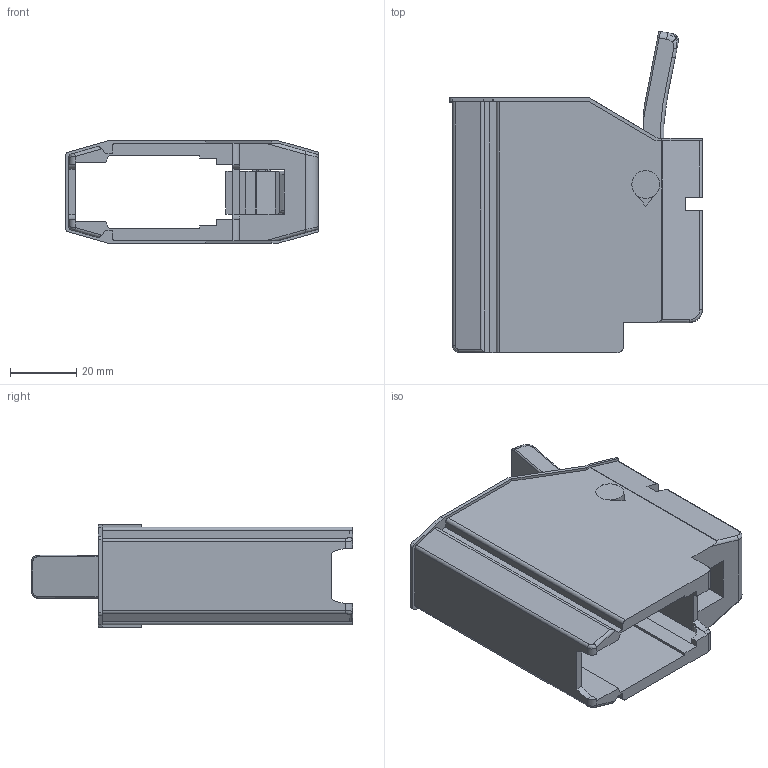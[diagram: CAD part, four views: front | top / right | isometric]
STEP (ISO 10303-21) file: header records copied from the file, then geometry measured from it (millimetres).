
FILE_DESCRIPTION(/* description */ (''),/* implementation_level */ '2;1');
FILE_NAME(/* name */ 'UltraAmpMag v3.step',/* time_stamp */ '2021-04-12T14:54:56-07:00',/* author */ (''),/* organization */ (''),/* preprocessor_version */ 'ST-DEVELOPER v18.1',/* originating_system */ 'Autodesk Translation Framework v9.10.0.1330',/* authorisation */ '');
FILE_SCHEMA (('AUTOMOTIVE_DESIGN { 1 0 10303 214 3 1 1 }'));
Length unit declared in the file: millimetre
Products named in the file (4): UltraAmpMag; MagRelease; Magwell; Nub
Assembly tree (4 placements, depth 2):
  UltraAmpMag
    MagRelease
    Nub  x2
    Magwell
Bounding box: 76.4 x 97.15 x 31.1 mm (x, y, z)
Volume: 65905.1 mm3; surface area: 33788.9 mm2
Topology: 4 solids, 4 shells, 207 faces, 573 edges, 374 vertices
Faces by surface type: plane 130, cylinder 56, bspline 19, torus 2
Full cylindrical faces by diameter (mm): 5.7 x1, 6 x1, 8.4 x2, 8.5 x1
Entity records: 7616 total; most frequent: CARTESIAN_POINT 2672, ORIENTED_EDGE 1044, DIRECTION 956, EDGE_CURVE 522, LINE 372, VECTOR 372, VERTEX_POINT 340, AXIS2_PLACEMENT_3D 292
